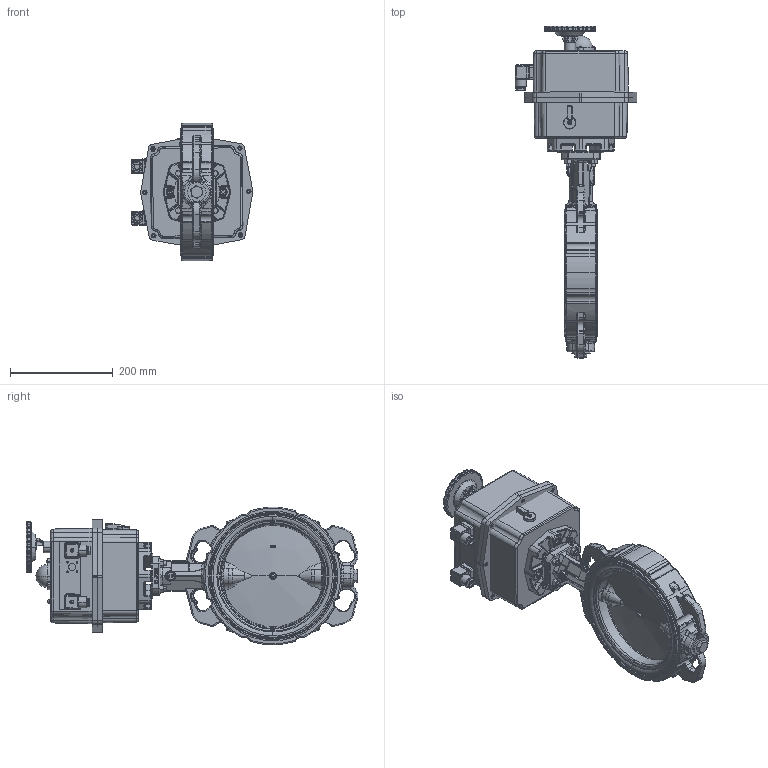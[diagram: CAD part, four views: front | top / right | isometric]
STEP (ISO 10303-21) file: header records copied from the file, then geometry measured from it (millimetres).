
FILE_DESCRIPTION (( 'STEP AP203' ), '1' );
FILE_NAME ('AKE01_DN200.STEP', '2022-10-14T09:10:06', ( '' ), ( '' ), 'SwSTEP 2.0', 'SolidWorks 2021', '' );
FILE_SCHEMA (( 'CONFIG_CONTROL_DESIGN' ));
Length unit declared in the file: metre
Products named in the file (1): AKE01_DN200
Bounding box: 236.88 x 646.2 x 268 mm (x, y, z)
Surface area: 539164.1 mm2 (no closed solid volume)
Topology: 0 solids, 107 shells, 2450 faces, 7670 edges, 5124 vertices
Faces by surface type: cylinder 973, plane 523, torus 493, bspline 255, cone 154, sphere 52
Entity records: 112561 total; most frequent: CARTESIAN_POINT 47205, DIRECTION 14009, ORIENTED_EDGE 12692, EDGE_CURVE 7615, AXIS2_PLACEMENT_3D 5587, VERTEX_POINT 5114, CIRCLE 3391, VECTOR 2835
